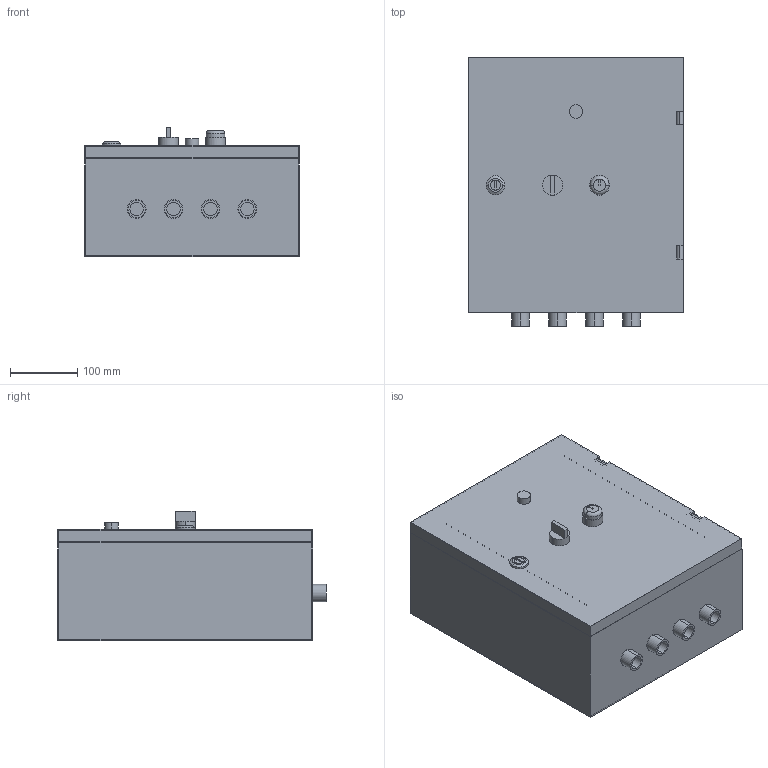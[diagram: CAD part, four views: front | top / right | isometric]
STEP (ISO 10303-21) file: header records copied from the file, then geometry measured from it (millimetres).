
FILE_DESCRIPTION (( 'STEP AP203' ), '1' );
FILE_NAME ('MontagemPainelEletrico.STEP', '2023-05-11T10:24:20', ( '' ), ( '' ), 'SwSTEP 2.0', 'SolidWorks 2020', '' );
FILE_SCHEMA (( 'CONFIG_CONTROL_DESIGN' ));
Length unit declared in the file: millimetre
Products named in the file (3): MontagemPainelEletrico; PainelEletrico; TampaPainelEletrico
Assembly tree (2 placements, depth 2):
  MontagemPainelEletrico
    PainelEletrico
    TampaPainelEletrico
Bounding box: 320 x 400 x 193.43 mm (x, y, z)
Volume: 974475.1 mm3; surface area: 1284547.7 mm2
Topology: 2 solids, 2 shells, 226 faces, 556 edges, 360 vertices
Faces by surface type: plane 122, cylinder 92, torus 10, cone 2
Entity records: 7105 total; most frequent: DIRECTION 1234, CARTESIAN_POINT 1147, ORIENTED_EDGE 1112, EDGE_CURVE 556, AXIS2_PLACEMENT_3D 447, VERTEX_POINT 360, LINE 340, VECTOR 340
